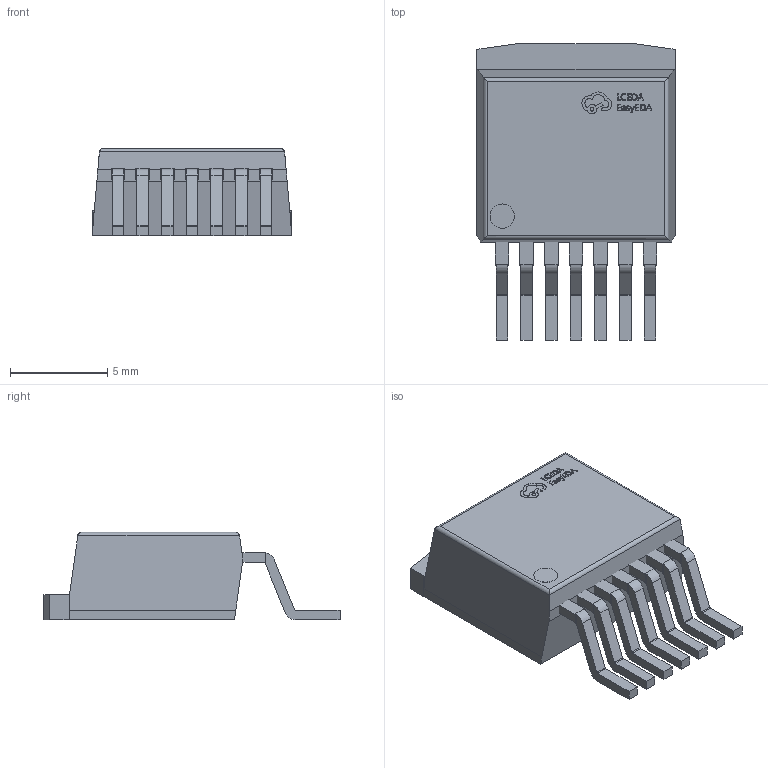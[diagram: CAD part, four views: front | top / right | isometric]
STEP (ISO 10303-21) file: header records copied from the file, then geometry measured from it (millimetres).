
FILE_DESCRIPTION (( 'STEP AP214' ), '1' );
FILE_NAME ('TO-263-7_L10.2-W8.9-P1.27-LS15.2-BL.STEP', '2023-01-12T13:18:20', ( '΢���û�' ), ( '΢���й�' ), 'SwSTEP 2.0', 'SolidWorks 2020', '' );
FILE_SCHEMA (( 'AUTOMOTIVE_DESIGN' ));
Length unit declared in the file: millimetre
Products named in the file (1): TO-263-7_L10.2-W8.9-P1.27-LS15.2-BL
Bounding box: 10.2 x 15.24 x 4.51 mm (x, y, z)
Volume: 417.1 mm3; surface area: 631.7 mm2
Topology: 10 solids, 10 shells, 396 faces, 1065 edges, 710 vertices
Faces by surface type: plane 264, bspline 98, cylinder 34
Entity records: 17187 total; most frequent: CARTESIAN_POINT 3502, ORIENTED_EDGE 2130, DIRECTION 1529, EDGE_CURVE 1065, VECTOR 783, LINE 783, VERTEX_POINT 710, EDGE_LOOP 417
